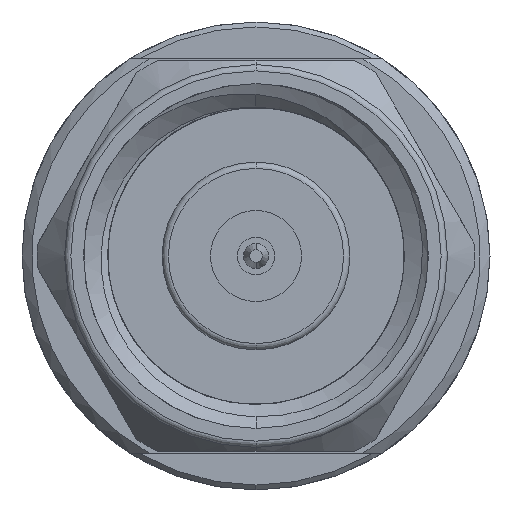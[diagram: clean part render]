
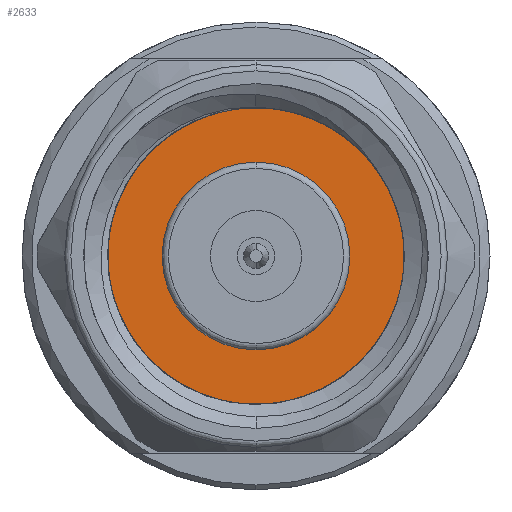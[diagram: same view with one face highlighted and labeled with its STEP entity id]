
A CAD part, left-side view. The second image highlights one B-rep face of the part: STEP entity #2633.
In plain terms, the highlighted planar face has unit normal (-1, 0, 0).
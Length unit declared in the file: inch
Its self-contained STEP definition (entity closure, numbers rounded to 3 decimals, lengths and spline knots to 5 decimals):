
#230 = ORIENTED_EDGE ( 'NONE', *, *, #3388, .T. ) ;
#922 = DIRECTION ( 'NONE',  ( 0., 0., 1. ) ) ;
#995 = DIRECTION ( 'NONE',  ( -1., 0., 0. ) ) ;
#1070 = EDGE_CURVE ( 'NONE', #4594, #2883, #4992, .T. ) ;
#1079 = VERTEX_POINT ( 'NONE', #3803 ) ;
#1105 = EDGE_LOOP ( 'NONE', ( #3019, #230 ) ) ;
#1342 = DIRECTION ( 'NONE',  ( -1., 0., 0. ) ) ;
#1433 = CARTESIAN_POINT ( 'NONE',  ( 0.3, 0., 0. ) ) ;
#1745 = EDGE_LOOP ( 'NONE', ( #6468, #2122 ) ) ;
#1798 = EDGE_CURVE ( 'NONE', #1079, #5654, #5473, .T. ) ;
#1826 = AXIS2_PLACEMENT_3D ( 'NONE', #2948, #1342, #3513 ) ;
#1932 = CIRCLE ( 'NONE', #1826, 0.1378 ) ;
#2122 = ORIENTED_EDGE ( 'NONE', *, *, #6351, .F. ) ;
#2338 = DIRECTION ( 'NONE',  ( -1., 0., 0. ) ) ;
#2565 = CARTESIAN_POINT ( 'NONE',  ( 0.3, 0., 0.1378 ) ) ;
#2578 = FACE_OUTER_BOUND ( 'NONE', #1105, .T. ) ;
#2633 = ADVANCED_FACE ( 'NONE', ( #5612, #2578 ), #3641, .T. ) ;
#2883 = VERTEX_POINT ( 'NONE', #6045 ) ;
#2893 = AXIS2_PLACEMENT_3D ( 'NONE', #4416, #2338, #5838 ) ;
#2948 = CARTESIAN_POINT ( 'NONE',  ( 0.3, 0., 0. ) ) ;
#3019 = ORIENTED_EDGE ( 'NONE', *, *, #1070, .T. ) ;
#3388 = EDGE_CURVE ( 'NONE', #2883, #4594, #1932, .T. ) ;
#3467 = DIRECTION ( 'NONE',  ( -1., 0., 0. ) ) ;
#3513 = DIRECTION ( 'NONE',  ( 0., 0., 1. ) ) ;
#3641 = PLANE ( 'NONE',  #6057 ) ;
#3803 = CARTESIAN_POINT ( 'NONE',  ( 0.3, 0., -0.075 ) ) ;
#4379 = DIRECTION ( 'NONE',  ( 0., 0., 1. ) ) ;
#4416 = CARTESIAN_POINT ( 'NONE',  ( 0.3, 0., 0. ) ) ;
#4526 = CARTESIAN_POINT ( 'NONE',  ( 0.3, 0., 0. ) ) ;
#4594 = VERTEX_POINT ( 'NONE', #2565 ) ;
#4992 = CIRCLE ( 'NONE', #6513, 0.1378 ) ;
#5181 = CARTESIAN_POINT ( 'NONE',  ( 0.3, 0., 0.075 ) ) ;
#5473 = CIRCLE ( 'NONE', #5799, 0.075 ) ;
#5612 = FACE_BOUND ( 'NONE', #1745, .T. ) ;
#5654 = VERTEX_POINT ( 'NONE', #5181 ) ;
#5799 = AXIS2_PLACEMENT_3D ( 'NONE', #1433, #3467, #922 ) ;
#5805 = CIRCLE ( 'NONE', #2893, 0.075 ) ;
#5838 = DIRECTION ( 'NONE',  ( 0., 0., 1. ) ) ;
#5900 = DIRECTION ( 'NONE',  ( -1., 0., 0. ) ) ;
#5934 = CARTESIAN_POINT ( 'NONE',  ( 0.3, 0., 0. ) ) ;
#6045 = CARTESIAN_POINT ( 'NONE',  ( 0.3, 0., -0.1378 ) ) ;
#6057 = AXIS2_PLACEMENT_3D ( 'NONE', #4526, #995, #6595 ) ;
#6351 = EDGE_CURVE ( 'NONE', #5654, #1079, #5805, .T. ) ;
#6468 = ORIENTED_EDGE ( 'NONE', *, *, #1798, .F. ) ;
#6513 = AXIS2_PLACEMENT_3D ( 'NONE', #5934, #5900, #4379 ) ;
#6595 = DIRECTION ( 'NONE',  ( 0., 0., 1. ) ) ;
